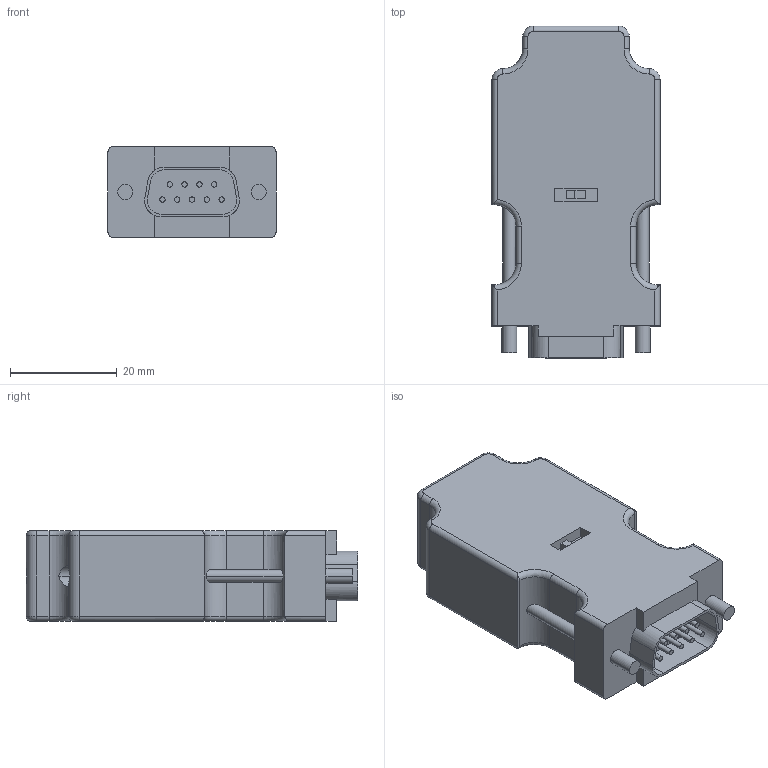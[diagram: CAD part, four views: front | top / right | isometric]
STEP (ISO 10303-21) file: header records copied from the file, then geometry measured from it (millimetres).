
FILE_DESCRIPTION(('SolidDesigner STEP Export'),'2;1');
FILE_NAME('2744377_SUBCON_PLUS_PROFIB_AX-select.stp','2013-10-17T 8:37:59',(''),(''),'Creo Elements/Direct Modeling STEP processor for AP214 (Solid Model)','Creo Elements/Direct Modeling 18.1B 29-Sep-2012 (C) Parametric Technology GmbH','');
FILE_SCHEMA(('AUTOMOTIVE_DESIGN { 1 0 10303 214 1 1 1 1 }'));
Length unit declared in the file: millimetre
Products named in the file (2): 2744377_SUBCON_PLUS_PROFIB_AX-select
Assembly tree (1 placements, depth 2):
  2744377_SUBCON_PLUS_PROFIB_AX-select
    2744377_SUBCON_PLUS_PROFIB_AX-select
Bounding box: 31.5 x 62.2 x 17 mm (x, y, z)
Volume: 26630.2 mm3; surface area: 7313.9 mm2
Topology: 1 solids, 1 shells, 173 faces, 421 edges, 264 vertices
Faces by surface type: cylinder 80, plane 73, torus 20
Entity records: 6745 total; most frequent: CARTESIAN_POINT 1255, DIRECTION 871, ORIENTED_EDGE 842, EDGE_CURVE 421, AXIS2_PLACEMENT_3D 326, VERTEX_POINT 264, VECTOR 219, LINE 219
